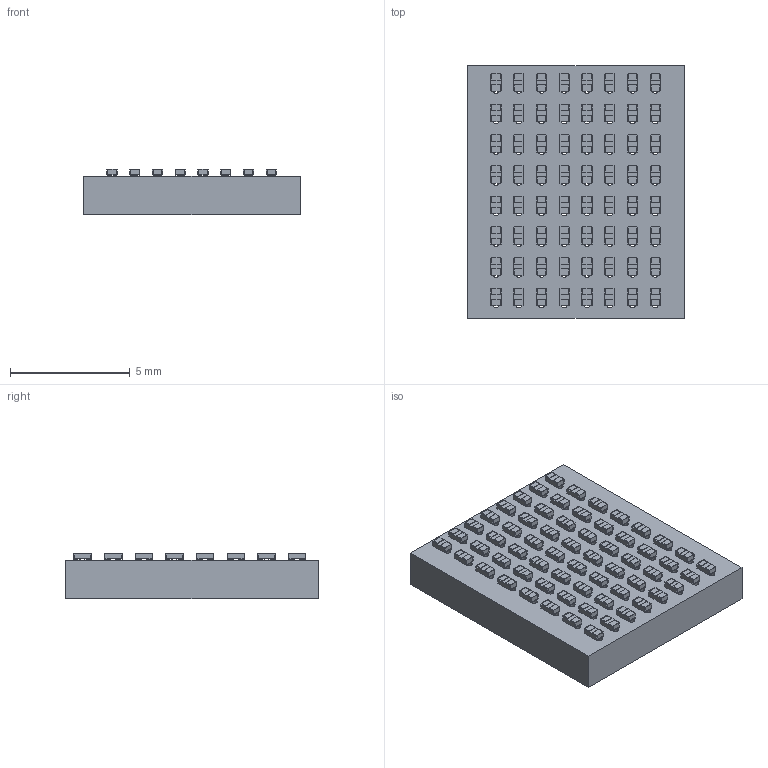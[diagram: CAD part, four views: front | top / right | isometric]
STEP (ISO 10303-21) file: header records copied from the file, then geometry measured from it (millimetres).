
FILE_DESCRIPTION(('KiCad electronic assembly'),'2;1');
FILE_NAME('Micro LED Array - 400_m spacing.pro.step', '2025-04-28T18:56:31',('Pcbnew'),('Kicad'), 'Open CASCADE STEP processor 7.8','KiCad to STEP converter','Unknown' );
FILE_SCHEMA(('AUTOMOTIVE_DESIGN { 1 0 10303 214 1 1 1 1 }'));
Length unit declared in the file: millimetre
Products named in the file (4): Micro LED Array - 400_m spacing.pro 1; LED_APG0603SEC-E-TT_KNB; part; Micro LED Array - 400Âµm spacing.pro_PCB
Assembly tree (66 placements, depth 3):
  Micro LED Array - 400_m spacing.pro 1
    LED_APG0603SEC-E-TT_KNB  x64
      part
    Micro LED Array - 400Âµm spacing.pro_PCB
Bounding box: 9.05 x 10.55 x 1.9 mm (x, y, z)
Volume: 152.4 mm3; surface area: 469 mm2
Topology: 193 solids, 193 shells, 1734 faces, 4044 edges, 2696 vertices
Faces by surface type: plane 1670, cylinder 64
Full cylindrical faces by diameter (mm): 0.25 x64
Entity records: 4128 total; most frequent: DIRECTION 718, CARTESIAN_POINT 603, ORIENTED_EDGE 528, AXIS2_PLACEMENT_3D 291, EDGE_CURVE 264, FACE_BOUND 224, EDGE_LOOP 224, VERTEX_POINT 176
